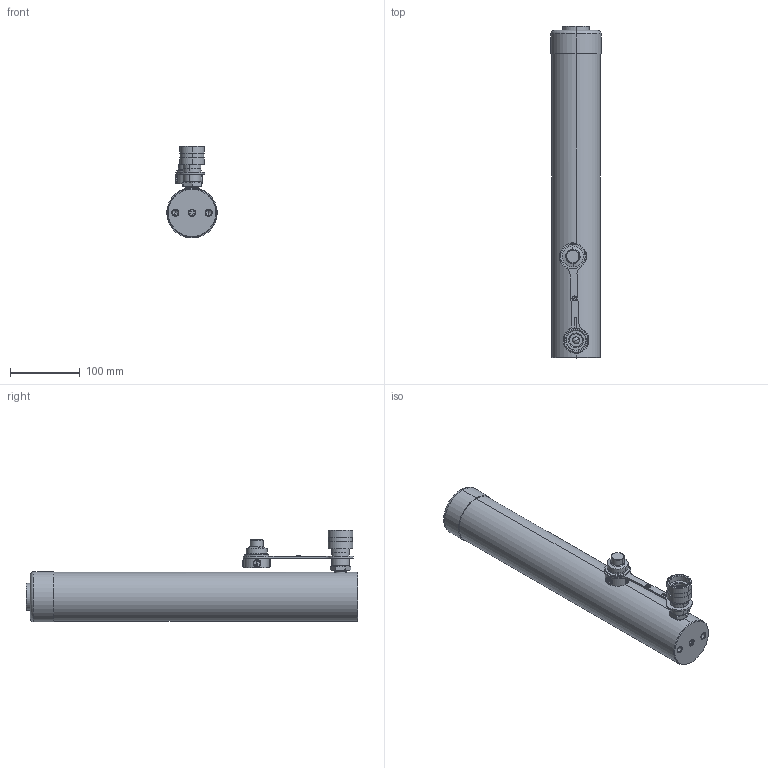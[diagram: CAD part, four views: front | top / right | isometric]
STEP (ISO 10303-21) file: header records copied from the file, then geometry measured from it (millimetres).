
FILE_DESCRIPTION (( 'STEP AP214' ), '1' );
FILE_NAME ('H1514.STEP', '2016-03-29T03:25:46', ( 'SF' ), ( '' ), 'SwSTEP 2.0', 'SolidWorks 2015', '' );
FILE_SCHEMA (( 'AUTOMOTIVE_DESIGN' ));
Length unit declared in the file: millimetre
Products named in the file (1): H1514
Bounding box: 72 x 474.3 x 131.37 mm (x, y, z)
Volume: 1411966.1 mm3; surface area: 342134.6 mm2
Topology: 16 solids, 16 shells, 650 faces, 1538 edges, 959 vertices
Faces by surface type: cylinder 228, plane 185, cone 114, bspline 73, torus 40, sphere 10
Entity records: 29837 total; most frequent: CARTESIAN_POINT 7796, ORIENTED_EDGE 3042, DIRECTION 3038, EDGE_CURVE 1521, AXIS2_PLACEMENT_3D 1200, VERTEX_POINT 956, EDGE_LOOP 731, UNCERTAINTY_MEASURE_WITH_UNIT 668
